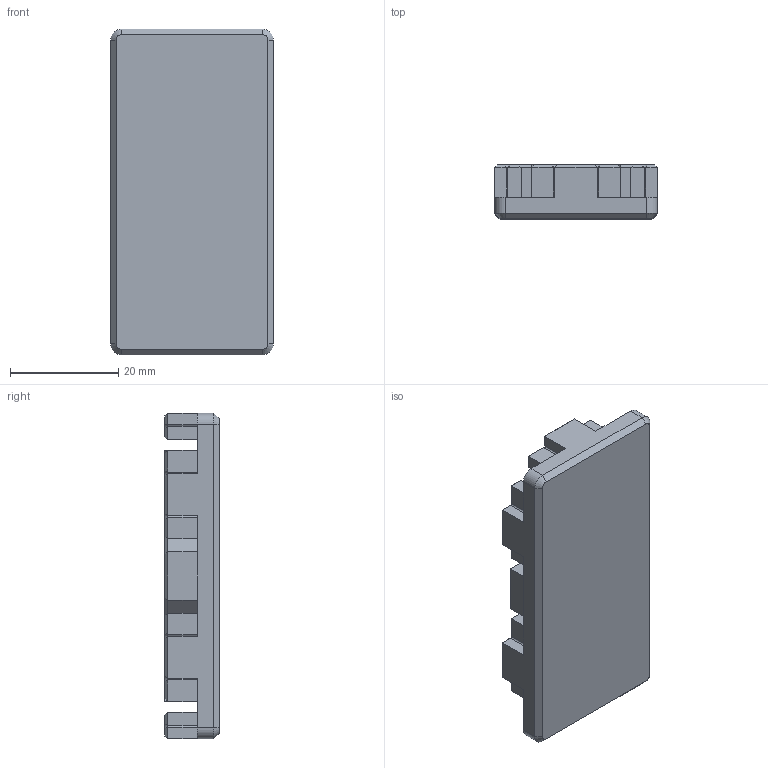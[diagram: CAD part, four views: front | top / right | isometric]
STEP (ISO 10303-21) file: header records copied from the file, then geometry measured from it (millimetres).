
FILE_DESCRIPTION(/* description */ (''),/* implementation_level */ '2;1');
FILE_NAME(/* name */ '3060B-ECF 30x60mm Type-B end cap v6.step',/* time_stamp */ '2025-09-03T20:40:18+02:00',/* author */ (''),/* organization */ (''),/* preprocessor_version */ 'ST-DEVELOPER v20.1',/* originating_system */ 'Autodesk Translation Framework v14.10.0.0',/* authorisation */ '');
FILE_SCHEMA (('AUTOMOTIVE_DESIGN { 1 0 10303 214 3 1 1 }'));
Length unit declared in the file: millimetre
Products named in the file (1): 3060B-ECF 30x60mm Type-B end cap
Bounding box: 30 x 10 x 60 mm (x, y, z)
Volume: 11908.9 mm3; surface area: 7115.6 mm2
Topology: 1 solids, 1 shells, 247 faces, 601 edges, 366 vertices
Faces by surface type: plane 191, bspline 24, cone 16, cylinder 16
Entity records: 7284 total; most frequent: CARTESIAN_POINT 1695, ORIENTED_EDGE 1202, DIRECTION 1025, EDGE_CURVE 601, LINE 481, VECTOR 481, VERTEX_POINT 366, AXIS2_PLACEMENT_3D 272
